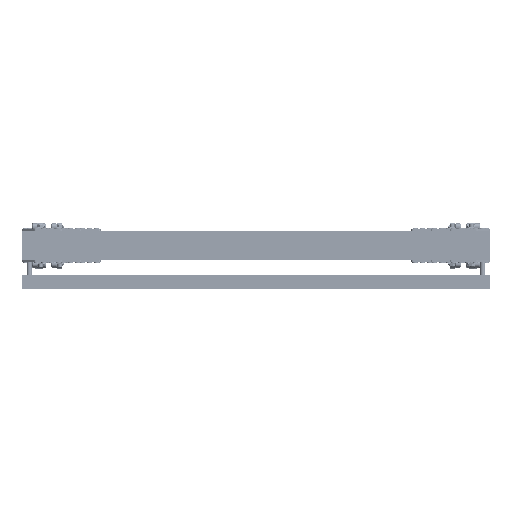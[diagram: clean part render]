
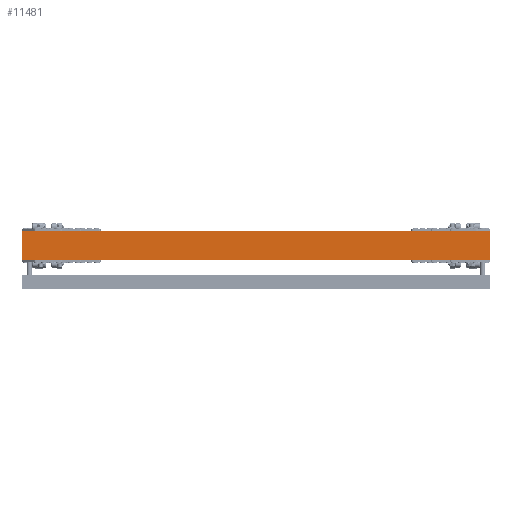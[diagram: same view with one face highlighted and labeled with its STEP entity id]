
A CAD part, front view. The second image highlights one B-rep face of the part: STEP entity #11481.
In plain terms, the highlighted planar face has unit normal (0, -1, 0).
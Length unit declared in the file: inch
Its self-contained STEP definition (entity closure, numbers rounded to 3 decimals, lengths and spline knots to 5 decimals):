
#1253 = LINE ( 'NONE', #6247, #2948 ) ;
#1321 = EDGE_LOOP ( 'NONE', ( #14568, #13974, #8269, #6216 ) ) ;
#1416 = DIRECTION ( 'NONE',  ( -1., 0., 0. ) ) ;
#1918 = CARTESIAN_POINT ( 'NONE',  ( 32., 0., 0. ) ) ;
#2907 = LINE ( 'NONE', #11642, #3544 ) ;
#2948 = VECTOR ( 'NONE', #4700, 39.37008 ) ;
#3099 = VERTEX_POINT ( 'NONE', #15693 ) ;
#3544 = VECTOR ( 'NONE', #10344, 39.37008 ) ;
#4157 = FACE_OUTER_BOUND ( 'NONE', #1321, .T. ) ;
#4166 = CARTESIAN_POINT ( 'NONE',  ( 32., 0., 0. ) ) ;
#4232 = DIRECTION ( 'NONE',  ( 0., 1., 0. ) ) ;
#4389 = EDGE_CURVE ( 'NONE', #12950, #3099, #1253, .T. ) ;
#4700 = DIRECTION ( 'NONE',  ( -1., 0., 0. ) ) ;
#4869 = CARTESIAN_POINT ( 'NONE',  ( 32., 0., -2. ) ) ;
#5359 = VECTOR ( 'NONE', #1416, 39.37008 ) ;
#5427 = VERTEX_POINT ( 'NONE', #4869 ) ;
#6216 = ORIENTED_EDGE ( 'NONE', *, *, #4389, .T. ) ;
#6247 = CARTESIAN_POINT ( 'NONE',  ( 32., 0., 0. ) ) ;
#6648 = CARTESIAN_POINT ( 'NONE',  ( 32., 0., -2. ) ) ;
#7133 = VERTEX_POINT ( 'NONE', #10366 ) ;
#7791 = EDGE_CURVE ( 'NONE', #3099, #7133, #2907, .T. ) ;
#8067 = LINE ( 'NONE', #4166, #13321 ) ;
#8079 = EDGE_CURVE ( 'NONE', #5427, #7133, #8998, .T. ) ;
#8269 = ORIENTED_EDGE ( 'NONE', *, *, #14846, .F. ) ;
#8998 = LINE ( 'NONE', #6648, #5359 ) ;
#9208 = DIRECTION ( 'NONE',  ( 0., 0., 1. ) ) ;
#10344 = DIRECTION ( 'NONE',  ( 0., 0., -1. ) ) ;
#10366 = CARTESIAN_POINT ( 'NONE',  ( 0., 0., -2. ) ) ;
#10524 = CARTESIAN_POINT ( 'NONE',  ( 32., 0., 0. ) ) ;
#11411 = AXIS2_PLACEMENT_3D ( 'NONE', #10524, #4232, #9208 ) ;
#11481 = ADVANCED_FACE ( 'NONE', ( #4157 ), #14180, .F. ) ;
#11642 = CARTESIAN_POINT ( 'NONE',  ( 0., 0., 0. ) ) ;
#12950 = VERTEX_POINT ( 'NONE', #1918 ) ;
#13321 = VECTOR ( 'NONE', #14429, 39.37008 ) ;
#13974 = ORIENTED_EDGE ( 'NONE', *, *, #8079, .F. ) ;
#14180 = PLANE ( 'NONE',  #11411 ) ;
#14429 = DIRECTION ( 'NONE',  ( 0., 0., -1. ) ) ;
#14568 = ORIENTED_EDGE ( 'NONE', *, *, #7791, .T. ) ;
#14846 = EDGE_CURVE ( 'NONE', #12950, #5427, #8067, .T. ) ;
#15693 = CARTESIAN_POINT ( 'NONE',  ( 0., 0., 0. ) ) ;
